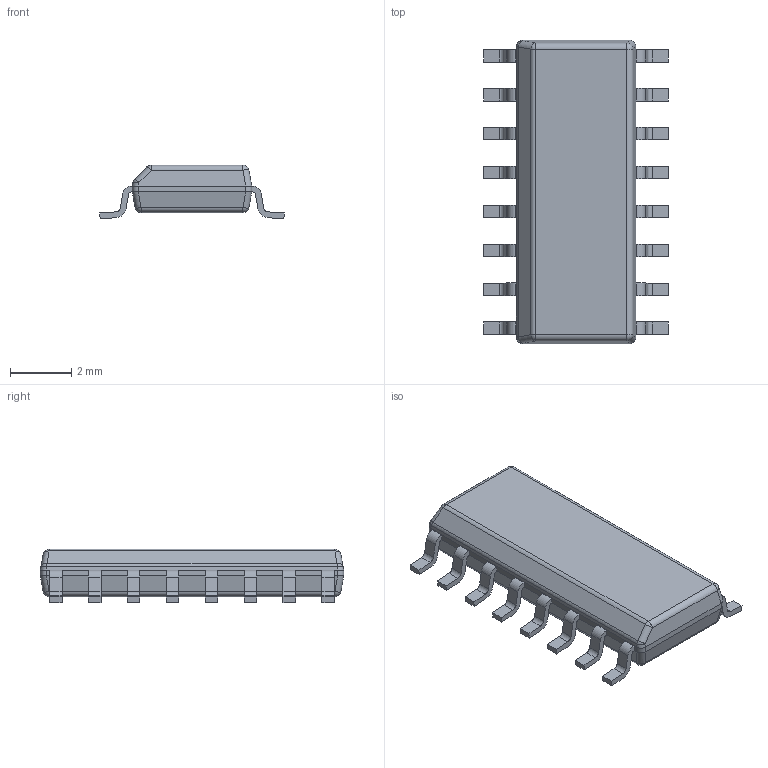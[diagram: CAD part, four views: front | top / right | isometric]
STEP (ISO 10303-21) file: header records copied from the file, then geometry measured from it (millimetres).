
FILE_DESCRIPTION((''),'2;1');
FILE_NAME('D0016B_ASM','2016-08-23T',('a0412025'),(''),'CREO PARAMETRIC BY PTC INC, 2016050','CREO PARAMETRIC BY PTC INC, 2016050','');
FILE_SCHEMA(('AUTOMOTIVE_DESIGN { 1 0 10303 214 1 1 1 1 }'));
Length unit declared in the file: millimetre
Products named in the file (4): BODY-SO; LEAD-SO; PIN1-ID; D0016B_ASM
Assembly tree (18 placements, depth 2):
  D0016B_ASM
    BODY-SO
    LEAD-SO  x16
    PIN1-ID
Bounding box: 6.03 x 9.9 x 1.75 mm (x, y, z)
Volume: 58.3 mm3; surface area: 142 mm2
Topology: 17 solids, 17 shells, 280 faces, 692 edges, 446 vertices
Faces by surface type: plane 183, cylinder 87, sphere 10
Entity records: 3280 total; most frequent: CARTESIAN_POINT 744, DIRECTION 342, ORIENTED_EDGE 304, PRESENTATION_STYLE_ASSIGNMENT 154, STYLED_ITEM 154, CURVE_STYLE 152, EDGE_CURVE 152, AXIS2_PLACEMENT_3D 130
